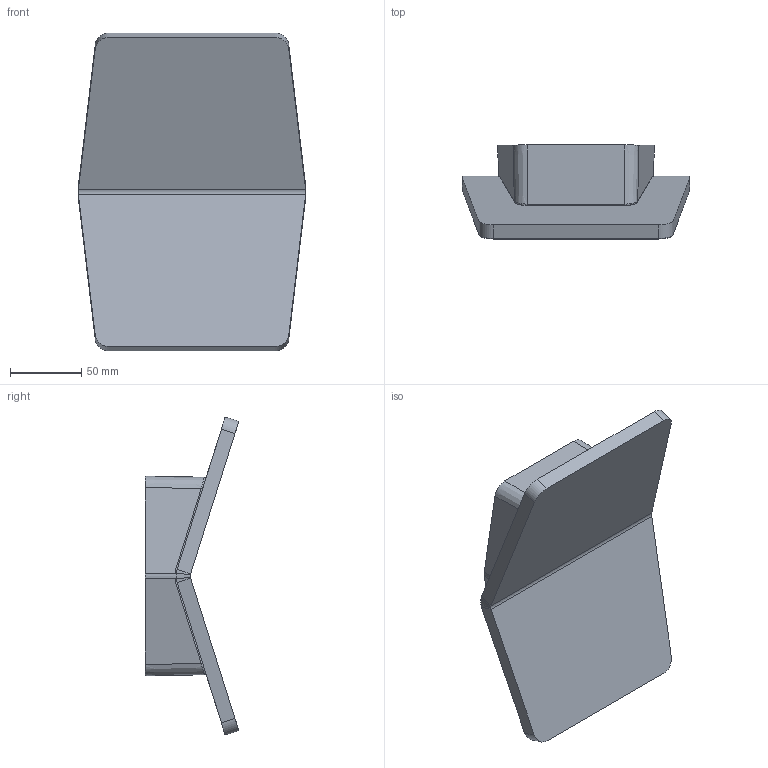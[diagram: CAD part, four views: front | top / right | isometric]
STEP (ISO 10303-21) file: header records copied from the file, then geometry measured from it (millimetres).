
FILE_DESCRIPTION(/* description */ ('This is a sample STEP configuration'),/* implementation_level */ '2;1');
FILE_NAME(/* name */ '590-01112xxxxxxxx SIMPLE.ipt_Rev_00.1.stp',/* time_stamp */ '2023-04-26T13:06:22+02:00',/* author */ ('powerJobs'),/* organization */ ('coolOrange'),/* preprocessor_version */ 'ST-DEVELOPER v19.2',/* originating_system */ 'Autodesk Inventor 2023',/* authorisation */ '');
FILE_SCHEMA (('AUTOMOTIVE_DESIGN { 1 0 10303 214 3 1 1 }'));
Length unit declared in the file: millimetre
Products named in the file (1): ENG000025647
Bounding box: 159.83 x 65.61 x 222.9 mm (x, y, z)
Volume: 760232.4 mm3; surface area: 91561 mm2
Topology: 1 solids, 1 shells, 57 faces, 154 edges, 96 vertices
Faces by surface type: plane 19, bspline 18, cylinder 14, cone 6
Entity records: 3759 total; most frequent: CARTESIAN_POINT 2412, ORIENTED_EDGE 308, DIRECTION 222, EDGE_CURVE 154, VERTEX_POINT 96, LINE 74, VECTOR 74, AXIS2_PLACEMENT_3D 74
